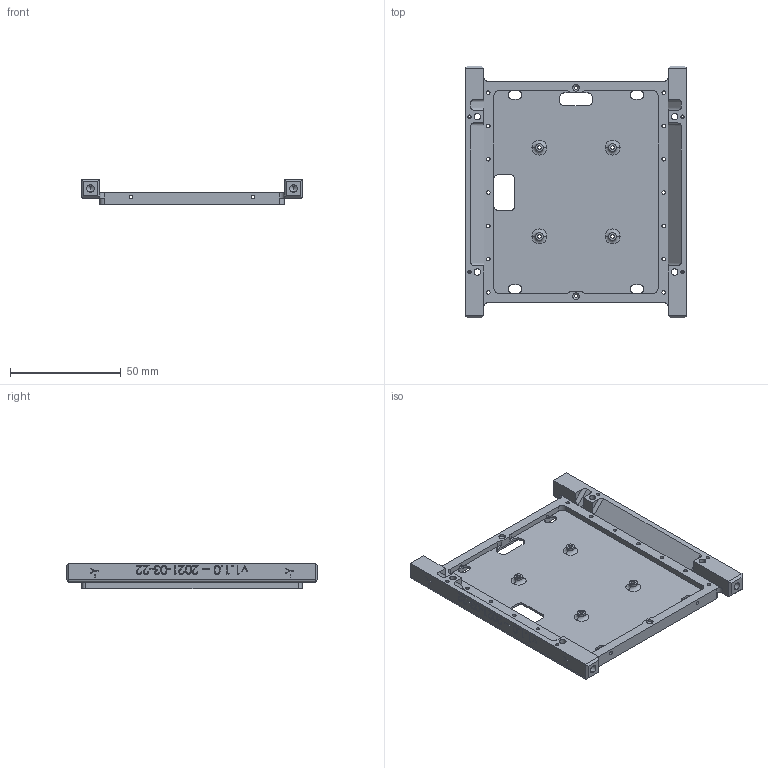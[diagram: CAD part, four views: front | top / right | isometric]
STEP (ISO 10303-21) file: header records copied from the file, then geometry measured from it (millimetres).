
FILE_DESCRIPTION (( 'STEP AP214' ), '1' );
FILE_NAME ('minusX_1UFrame.STEP', '2021-03-22T21:49:35', ( '' ), ( '' ), 'SwSTEP 2.0', 'SolidWorks 2020', '' );
FILE_SCHEMA (( 'AUTOMOTIVE_DESIGN' ));
Length unit declared in the file: millimetre
Products named in the file (1): minusX_1UFrame
Bounding box: 100 x 113.5 x 11.5 mm (x, y, z)
Volume: 29745.3 mm3; surface area: 28569.2 mm2
Topology: 1 solids, 1 shells, 784 faces, 2074 edges, 1356 vertices
Faces by surface type: plane 436, cylinder 178, bspline 146, cone 16, torus 8
Entity records: 39986 total; most frequent: CARTESIAN_POINT 20915, ORIENTED_EDGE 4140, DIRECTION 3208, EDGE_CURVE 2070, VERTEX_POINT 1356, VECTOR 1226, LINE 1226, AXIS2_PLACEMENT_3D 991
